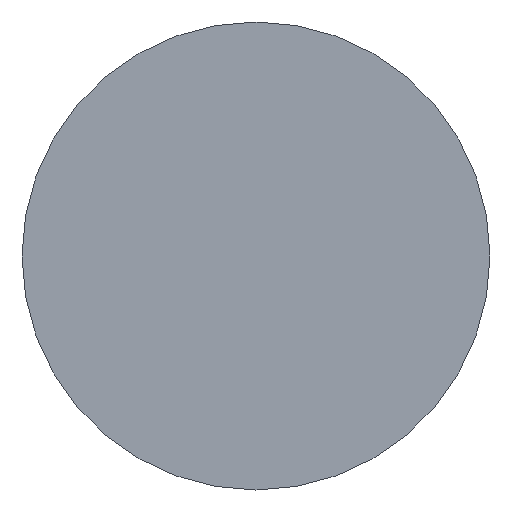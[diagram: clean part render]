
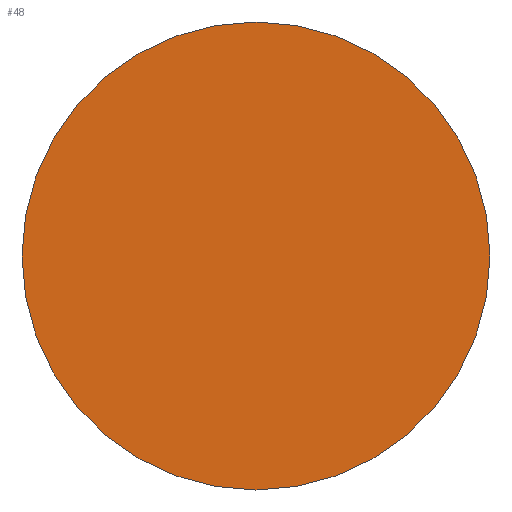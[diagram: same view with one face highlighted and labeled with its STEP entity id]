
A CAD part, left-side view. The second image highlights one B-rep face of the part: STEP entity #48.
In plain terms, the highlighted planar face has unit normal (-1, 0, 0).
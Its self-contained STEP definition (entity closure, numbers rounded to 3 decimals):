
#5 = EDGE_CURVE ( 'NONE', #178, #23, #133, .T. ) ;
#6 = ORIENTED_EDGE ( 'NONE', *, *, #5, .T. ) ;
#13 = CARTESIAN_POINT ( 'NONE',  ( 113.739, 65.156, 25. ) ) ;
#23 = VERTEX_POINT ( 'NONE', #13 ) ;
#27 = PLANE ( 'NONE',  #108 ) ;
#29 = DIRECTION ( 'NONE',  ( 1., 0., 0. ) ) ;
#32 = DIRECTION ( 'NONE',  ( 0., 0., 1. ) ) ;
#33 = AXIS2_PLACEMENT_3D ( 'NONE', #138, #102, #137 ) ;
#42 = FACE_OUTER_BOUND ( 'NONE', #56, .T. ) ;
#48 = ADVANCED_FACE ( 'NONE', ( #42 ), #27, .F. ) ;
#56 = EDGE_LOOP ( 'NONE', ( #165, #6 ) ) ;
#62 = CARTESIAN_POINT ( 'NONE',  ( 113.739, 65.156, 0. ) ) ;
#88 = CARTESIAN_POINT ( 'NONE',  ( 113.739, 65.156, -25. ) ) ;
#102 = DIRECTION ( 'NONE',  ( -1., 0., 0. ) ) ;
#108 = AXIS2_PLACEMENT_3D ( 'NONE', #62, #29, #172 ) ;
#128 = CARTESIAN_POINT ( 'NONE',  ( 113.739, 65.156, 0. ) ) ;
#133 = CIRCLE ( 'NONE', #33, 25. ) ;
#137 = DIRECTION ( 'NONE',  ( 0., 0., 1. ) ) ;
#138 = CARTESIAN_POINT ( 'NONE',  ( 113.739, 65.156, 0. ) ) ;
#143 = AXIS2_PLACEMENT_3D ( 'NONE', #128, #157, #32 ) ;
#157 = DIRECTION ( 'NONE',  ( -1., 0., 0. ) ) ;
#165 = ORIENTED_EDGE ( 'NONE', *, *, #176, .T. ) ;
#172 = DIRECTION ( 'NONE',  ( 0., 0., -1. ) ) ;
#176 = EDGE_CURVE ( 'NONE', #23, #178, #183, .T. ) ;
#178 = VERTEX_POINT ( 'NONE', #88 ) ;
#183 = CIRCLE ( 'NONE', #143, 25. ) ;
